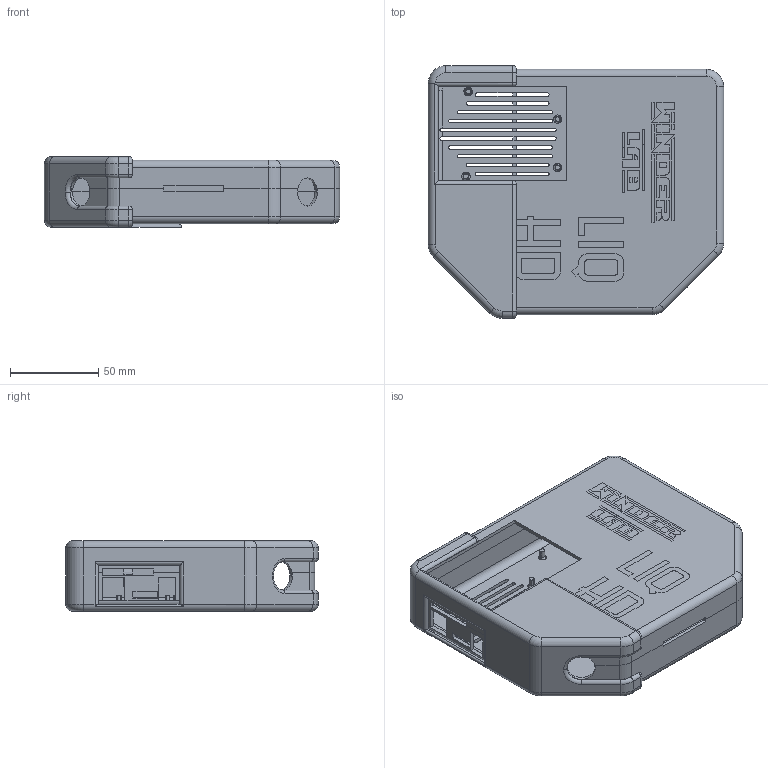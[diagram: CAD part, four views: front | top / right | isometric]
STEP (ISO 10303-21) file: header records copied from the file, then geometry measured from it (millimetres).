
FILE_DESCRIPTION(('HOOPS Exchange Step'),'2;1');
FILE_NAME('temp_export','2022-12-15T16:16:23-05:00',('nick_petersen'),('Shapr3D Limited'),'HOOPS Exchange 2022.1','Shapr3D','Authorized');
FILE_SCHEMA( ('AUTOMOTIVE_DESIGN { 1 0 10303 214 1 1 1 1 }') );
Length unit declared in the file: millimetre
Products named in the file (4): text; LIQ HD - Arduino Box; LIQ HD - Arduino Box.step; root
Assembly tree (3 placements, depth 4):
  root
    LIQ HD - Arduino Box.step
      LIQ HD - Arduino Box
        text
Bounding box: 167.75 x 143.36 x 40 mm (x, y, z)
Volume: 144611.8 mm3; surface area: 153672.6 mm2
Topology: 28 solids, 28 shells, 1092 faces, 2811 edges, 1787 vertices
Faces by surface type: plane 634, bspline 269, cylinder 137, torus 48, sphere 4
Full cylindrical faces by diameter (mm): 1.9 x2
Entity records: 57221 total; most frequent: CARTESIAN_POINT 32069, ORIENTED_EDGE 5614, DIRECTION 4205, EDGE_CURVE 2807, VECTOR 1925, LINE 1925, VERTEX_POINT 1787, EDGE_LOOP 1176
